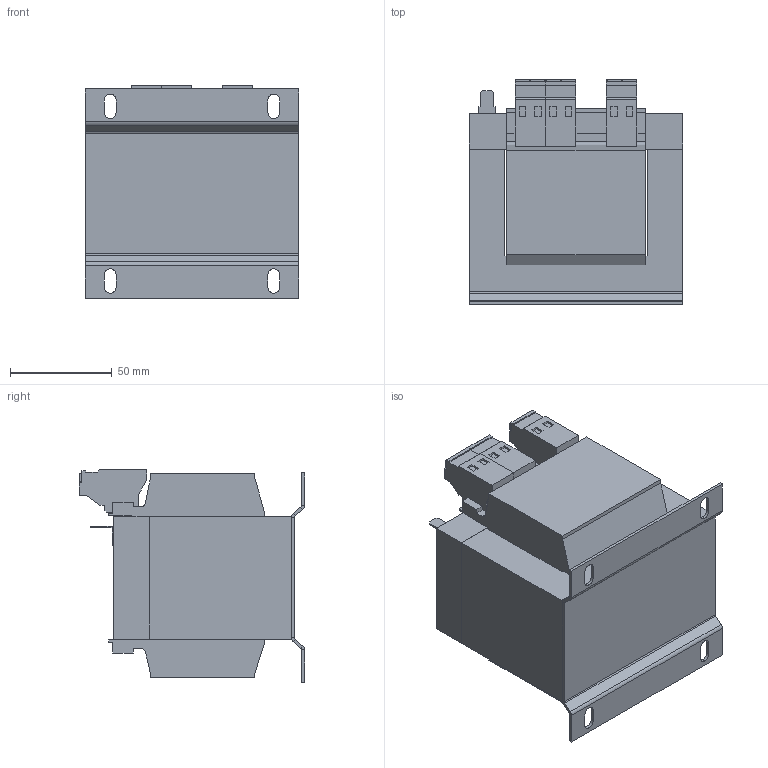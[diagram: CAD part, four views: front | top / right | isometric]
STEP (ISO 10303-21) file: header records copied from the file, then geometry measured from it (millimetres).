
FILE_DESCRIPTION (( 'STEP AP214' ), '1' );
FILE_NAME ('227491.STEP', '2020-07-06T09:27:03', ( '' ), ( '' ), 'SwSTEP 2.0', 'SolidWorks 2018', '' );
FILE_SCHEMA (( 'AUTOMOTIVE_DESIGN' ));
Length unit declared in the file: millimetre
Products named in the file (1): 227491
Bounding box: 105 x 110.9 x 104.6 mm (x, y, z)
Volume: 750097.6 mm3; surface area: 96427.7 mm2
Topology: 1 solids, 1 shells, 279 faces, 723 edges, 462 vertices
Faces by surface type: plane 245, cylinder 34
Entity records: 8383 total; most frequent: CARTESIAN_POINT 1465, ORIENTED_EDGE 1446, DIRECTION 1351, EDGE_CURVE 723, LINE 655, VECTOR 655, VERTEX_POINT 462, AXIS2_PLACEMENT_3D 348
